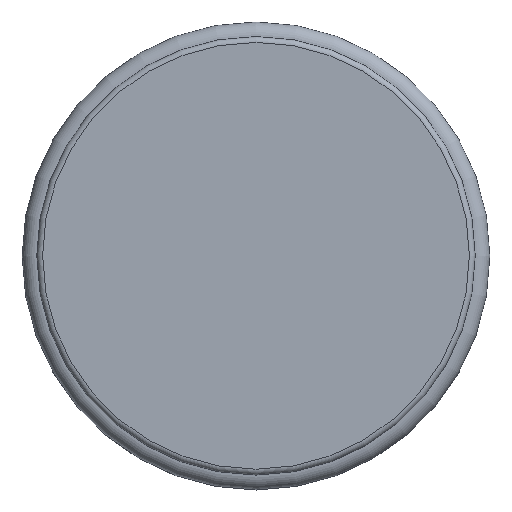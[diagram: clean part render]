
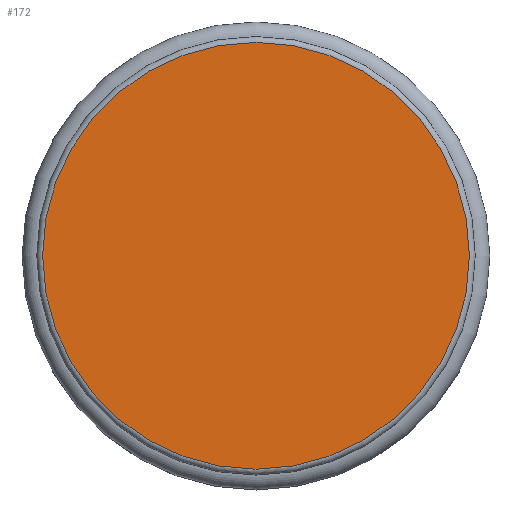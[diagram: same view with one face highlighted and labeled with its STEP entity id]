
A CAD part, top view. The second image highlights one B-rep face of the part: STEP entity #172.
In plain terms, the highlighted planar face has unit normal (0, 0, 1).
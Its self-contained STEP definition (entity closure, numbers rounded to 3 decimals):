
#31=PLANE('',#212);
#41=FACE_OUTER_BOUND('',#56,.T.);
#56=EDGE_LOOP('',(#139));
#69=CIRCLE('',#207,1.825);
#84=VERTEX_POINT('',#313);
#100=EDGE_CURVE('',#84,#84,#69,.T.);
#139=ORIENTED_EDGE('',*,*,#100,.F.);
#172=ADVANCED_FACE('',(#41),#31,.T.);
#207=AXIS2_PLACEMENT_3D('',#314,#258,#259);
#212=AXIS2_PLACEMENT_3D('',#322,#269,#270);
#258=DIRECTION('center_axis',(0.,0.,-1.));
#259=DIRECTION('ref_axis',(1.,0.,0.));
#269=DIRECTION('center_axis',(0.,0.,1.));
#270=DIRECTION('ref_axis',(1.,0.,0.));
#313=CARTESIAN_POINT('',(-1.825,0.,1.83));
#314=CARTESIAN_POINT('Origin',(0.,0.,1.83));
#322=CARTESIAN_POINT('Origin',(0.,0.,1.83));
